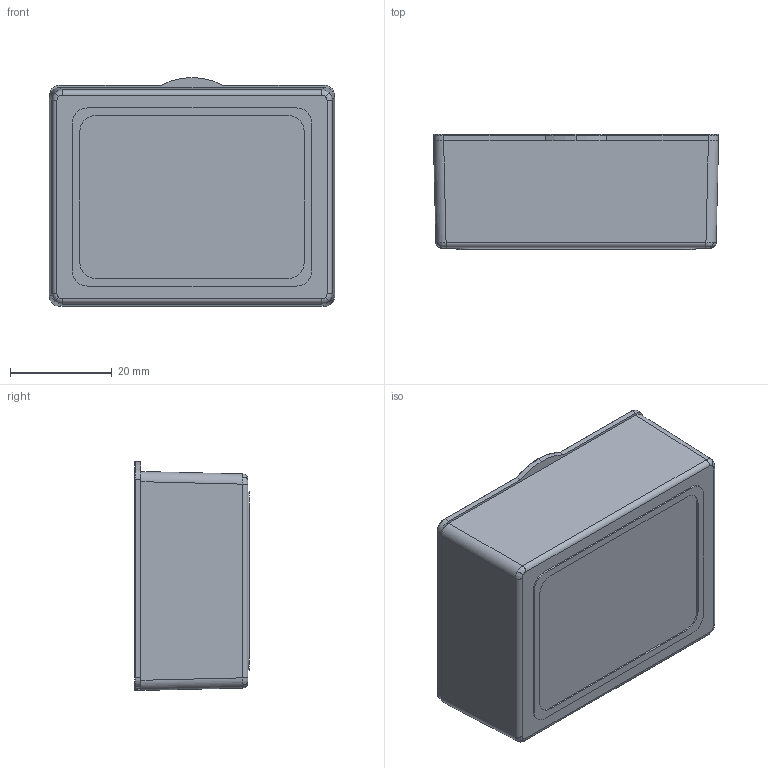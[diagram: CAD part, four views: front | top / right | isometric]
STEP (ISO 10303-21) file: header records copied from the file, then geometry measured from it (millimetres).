
FILE_DESCRIPTION (( 'STEP AP214' ), '1' );
FILE_NAME ('B156 Êîðîáêà ïëàñòèêîâàÿ, 53x40x20 ìì.STEP', '2020-04-06T13:08:34', ( '' ), ( '' ), 'SwSTEP 2.0', 'SolidWorks 2020', '' );
FILE_SCHEMA (( 'AUTOMOTIVE_DESIGN' ));
Length unit declared in the file: millimetre
Products named in the file (3): B156 Êðûøêà; B156 Åìêîñòü; B156 Êîðîáêà ïëàñòèêîâàÿ, 53x40x20 ìì
Assembly tree (2 placements, depth 2):
  B156 Êîðîáêà ïëàñòèêîâàÿ, 53x40x20 ìì
    B156 Åìêîñòü
    B156 Êðûøêà
Bounding box: 56 x 22.55 x 44.96 mm (x, y, z)
Volume: 9244.7 mm3; surface area: 18123.4 mm2
Topology: 2 solids, 2 shells, 155 faces, 389 edges, 247 vertices
Faces by surface type: plane 71, cylinder 62, bspline 16, torus 6
Entity records: 4848 total; most frequent: CARTESIAN_POINT 1234, ORIENTED_EDGE 778, DIRECTION 692, EDGE_CURVE 389, VERTEX_POINT 247, LINE 234, VECTOR 234, AXIS2_PLACEMENT_3D 229
